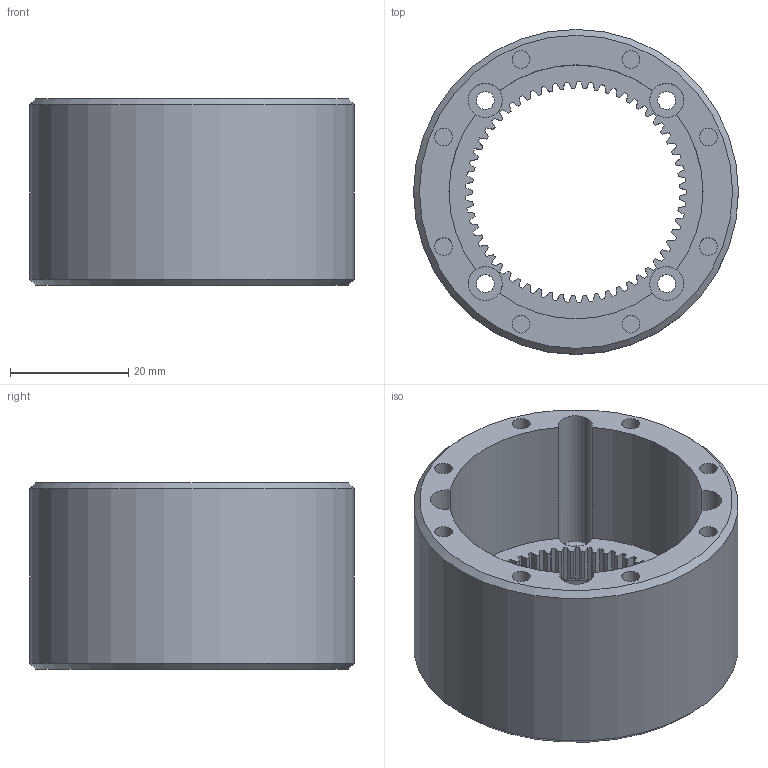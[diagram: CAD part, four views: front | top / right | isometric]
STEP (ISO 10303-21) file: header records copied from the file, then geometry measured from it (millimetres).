
FILE_DESCRIPTION(/* description */ (''),/* implementation_level */ '2;1');
FILE_NAME(/* name */ 'Outer_Shell.step',/* time_stamp */ '2022-01-11T15:44:29-05:00',/* author */ (''),/* organization */ (''),/* preprocessor_version */ 'ST-DEVELOPER v18.1',/* originating_system */ 'Autodesk Translation Framework v10.10.0.1391',/* authorisation */ '');
FILE_SCHEMA (('AUTOMOTIVE_DESIGN { 1 0 10303 214 3 1 1 }'));
Length unit declared in the file: millimetre
Products named in the file (1): FusionComponent
Bounding box: 55 x 55 x 31.5 mm (x, y, z)
Volume: 29555.2 mm3; surface area: 14338.8 mm2
Topology: 1 solids, 1 shells, 325 faces, 1053 edges, 739 vertices
Faces by surface type: cylinder 136, bspline 114, plane 72, cone 3
Full cylindrical faces by diameter (mm): 3 x12, 5.75 x4, 38.393 x1, 55 x1
Entity records: 15707 total; most frequent: CARTESIAN_POINT 7439, ORIENTED_EDGE 2106, DIRECTION 1247, EDGE_CURVE 1053, VERTEX_POINT 739, B_SPLINE_CURVE_WITH_KNOTS 570, AXIS2_PLACEMENT_3D 552, EDGE_LOOP 344
